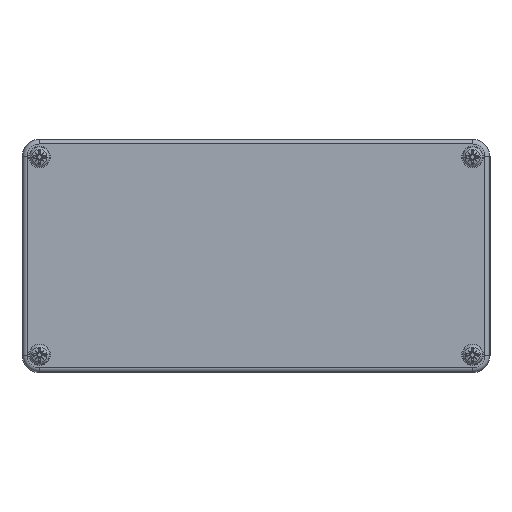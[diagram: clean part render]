
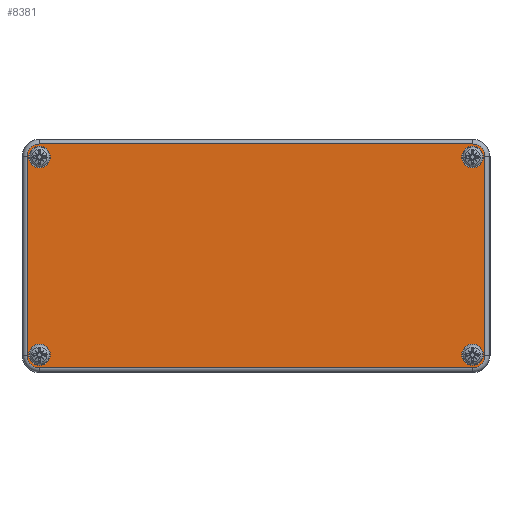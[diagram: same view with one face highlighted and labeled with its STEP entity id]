
A CAD part, top view. The second image highlights one B-rep face of the part: STEP entity #8381.
In plain terms, the highlighted face is planar.
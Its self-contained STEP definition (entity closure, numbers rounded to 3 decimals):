
#7960=CARTESIAN_POINT('',(-74.5,-38.514,-15.0));
#7961=VERTEX_POINT('',#7960);
#7969=CARTESIAN_POINT('',(74.5,-38.514,-15.0));
#7970=VERTEX_POINT('',#7969);
#7971=CARTESIAN_POINT('',(-74.5,-38.514,-15.0));
#7972=DIRECTION('',(1.0,0.0,0.0));
#7973=VECTOR('',#7972,149.);
#7974=LINE('',#7971,#7973);
#7975=EDGE_CURVE('',#7961,#7970,#7974,.T.);
#8002=CARTESIAN_POINT('',(-78.764,-34.25,-15.0));
#8003=VERTEX_POINT('',#8002);
#8011=CARTESIAN_POINT('',(-74.5,-34.25,-15.0));
#8012=DIRECTION('',(0.0,0.0,1.0));
#8013=DIRECTION('',(-0.707,-0.707,0.0));
#8014=AXIS2_PLACEMENT_3D('',#8011,#8012,#8013);
#8015=CIRCLE('',#8014,4.264);
#8016=EDGE_CURVE('',#8003,#7961,#8015,.T.);
#8034=CARTESIAN_POINT('',(78.764,-34.25,-15.0));
#8035=VERTEX_POINT('',#8034);
#8053=CARTESIAN_POINT('',(74.5,-34.25,-15.0));
#8054=DIRECTION('',(0.0,0.0,1.0));
#8055=DIRECTION('',(0.707,-0.707,0.0));
#8056=AXIS2_PLACEMENT_3D('',#8053,#8054,#8055);
#8057=CIRCLE('',#8056,4.264);
#8058=EDGE_CURVE('',#7970,#8035,#8057,.T.);
#8070=CARTESIAN_POINT('',(-78.764,34.25,-15.0));
#8071=VERTEX_POINT('',#8070);
#8079=CARTESIAN_POINT('',(-78.764,34.25,-15.0));
#8080=DIRECTION('',(0.0,-1.0,0.0));
#8081=VECTOR('',#8080,68.5);
#8082=LINE('',#8079,#8081);
#8083=EDGE_CURVE('',#8071,#8003,#8082,.T.);
#8100=CARTESIAN_POINT('',(78.764,34.25,-15.0));
#8101=VERTEX_POINT('',#8100);
#8118=CARTESIAN_POINT('',(78.764,-34.25,-15.0));
#8119=DIRECTION('',(0.0,1.0,0.0));
#8120=VECTOR('',#8119,68.5);
#8121=LINE('',#8118,#8120);
#8122=EDGE_CURVE('',#8035,#8101,#8121,.T.);
#8134=CARTESIAN_POINT('',(-74.5,38.514,-15.0));
#8135=VERTEX_POINT('',#8134);
#8143=CARTESIAN_POINT('',(-74.5,34.25,-15.0));
#8144=DIRECTION('',(0.0,0.0,1.0));
#8145=DIRECTION('',(-0.707,0.707,0.0));
#8146=AXIS2_PLACEMENT_3D('',#8143,#8144,#8145);
#8147=CIRCLE('',#8146,4.264);
#8148=EDGE_CURVE('',#8135,#8071,#8147,.T.);
#8166=CARTESIAN_POINT('',(74.5,38.514,-15.0));
#8167=VERTEX_POINT('',#8166);
#8185=CARTESIAN_POINT('',(74.5,34.25,-15.0));
#8186=DIRECTION('',(0.0,0.0,1.0));
#8187=DIRECTION('',(0.707,0.707,0.0));
#8188=AXIS2_PLACEMENT_3D('',#8185,#8186,#8187);
#8189=CIRCLE('',#8188,4.264);
#8190=EDGE_CURVE('',#8101,#8167,#8189,.T.);
#8208=CARTESIAN_POINT('',(74.5,38.514,-15.0));
#8209=DIRECTION('',(-1.0,0.0,0.0));
#8210=VECTOR('',#8209,149.);
#8211=LINE('',#8208,#8210);
#8212=EDGE_CURVE('',#8167,#8135,#8211,.T.);
#8322=CARTESIAN_POINT('',(0.,0.,-15.0));
#8323=DIRECTION('',(0.0,0.0,1.0));
#8324=DIRECTION('',(1.0,0.0,0.0));
#8325=AXIS2_PLACEMENT_3D('',#8322,#8323,#8324);
#8326=PLANE('',#8325);
#8327=ORIENTED_EDGE('',*,*,#7975,.F.);
#8328=ORIENTED_EDGE('',*,*,#8016,.F.);
#8329=ORIENTED_EDGE('',*,*,#8083,.F.);
#8330=ORIENTED_EDGE('',*,*,#8148,.F.);
#8331=ORIENTED_EDGE('',*,*,#8212,.F.);
#8332=ORIENTED_EDGE('',*,*,#8190,.F.);
#8333=ORIENTED_EDGE('',*,*,#8122,.F.);
#8334=ORIENTED_EDGE('',*,*,#8058,.F.);
#8335=EDGE_LOOP('',(#8327,#8328,#8329,#8330,#8331,#8332,#8333,#8334));
#8336=FACE_OUTER_BOUND('',#8335,.T.);
#8337=CARTESIAN_POINT('',(-78.2,-34.,-15.0));
#8338=VERTEX_POINT('',#8337);
#8339=CARTESIAN_POINT('',(-74.5,-34.,-15.0));
#8340=DIRECTION('',(0.0,0.0,1.0));
#8341=DIRECTION('',(1.0,0.0,0.0));
#8342=AXIS2_PLACEMENT_3D('',#8339,#8340,#8341);
#8343=CIRCLE('',#8342,3.7);
#8344=EDGE_CURVE('',#8338,#8338,#8343,.T.);
#8345=ORIENTED_EDGE('',*,*,#8344,.T.);
#8346=EDGE_LOOP('',(#8345));
#8347=FACE_BOUND('',#8346,.T.);
#8348=CARTESIAN_POINT('',(-78.2,34.,-15.0));
#8349=VERTEX_POINT('',#8348);
#8350=CARTESIAN_POINT('',(-74.5,34.,-15.0));
#8351=DIRECTION('',(0.0,0.0,1.0));
#8352=DIRECTION('',(1.0,0.0,0.0));
#8353=AXIS2_PLACEMENT_3D('',#8350,#8351,#8352);
#8354=CIRCLE('',#8353,3.7);
#8355=EDGE_CURVE('',#8349,#8349,#8354,.T.);
#8356=ORIENTED_EDGE('',*,*,#8355,.T.);
#8357=EDGE_LOOP('',(#8356));
#8358=FACE_BOUND('',#8357,.T.);
#8359=CARTESIAN_POINT('',(70.8,34.,-15.0));
#8360=VERTEX_POINT('',#8359);
#8361=CARTESIAN_POINT('',(74.5,34.,-15.0));
#8362=DIRECTION('',(0.0,0.0,1.0));
#8363=DIRECTION('',(1.0,0.0,0.0));
#8364=AXIS2_PLACEMENT_3D('',#8361,#8362,#8363);
#8365=CIRCLE('',#8364,3.7);
#8366=EDGE_CURVE('',#8360,#8360,#8365,.T.);
#8367=ORIENTED_EDGE('',*,*,#8366,.T.);
#8368=EDGE_LOOP('',(#8367));
#8369=FACE_BOUND('',#8368,.T.);
#8370=CARTESIAN_POINT('',(70.8,-34.,-15.0));
#8371=VERTEX_POINT('',#8370);
#8372=CARTESIAN_POINT('',(74.5,-34.,-15.0));
#8373=DIRECTION('',(0.0,0.0,1.0));
#8374=DIRECTION('',(1.0,0.0,0.0));
#8375=AXIS2_PLACEMENT_3D('',#8372,#8373,#8374);
#8376=CIRCLE('',#8375,3.7);
#8377=EDGE_CURVE('',#8371,#8371,#8376,.T.);
#8378=ORIENTED_EDGE('',*,*,#8377,.T.);
#8379=EDGE_LOOP('',(#8378));
#8380=FACE_BOUND('',#8379,.T.);
#8381=ADVANCED_FACE('',(#8336,#8347,#8358,#8369,#8380),#8326,.F.);
